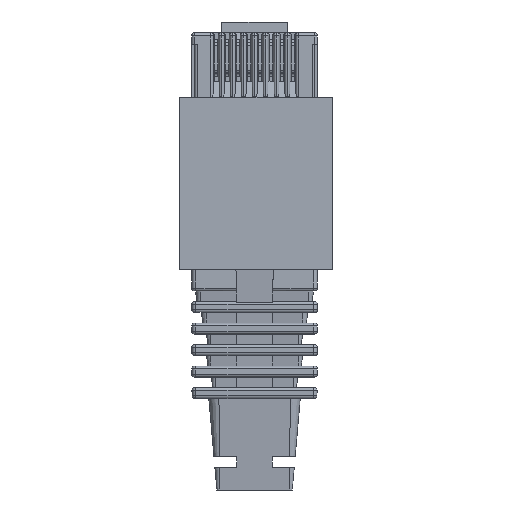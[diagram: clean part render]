
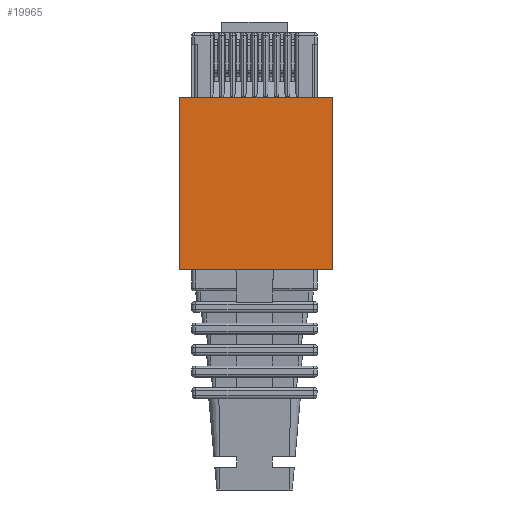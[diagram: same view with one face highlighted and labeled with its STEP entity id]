
A CAD part, front view. The second image highlights one B-rep face of the part: STEP entity #19965.
In plain terms, the highlighted planar face has unit normal (0, -1, 0).
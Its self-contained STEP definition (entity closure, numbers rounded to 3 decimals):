
#902 = VERTEX_POINT ( 'NONE', #28580 ) ;
#1064 = EDGE_CURVE ( 'NONE', #902, #17424, #15241, .T. ) ;
#1907 = CARTESIAN_POINT ( 'NONE',  ( 6.98, -10.59, 21.15 ) ) ;
#2156 = CARTESIAN_POINT ( 'NONE',  ( -7.216, -10.59, 0.4 ) ) ;
#3321 = EDGE_CURVE ( 'NONE', #902, #23962, #26460, .T. ) ;
#3577 = DIRECTION ( 'NONE',  ( -1., 0., 0. ) ) ;
#4786 = CARTESIAN_POINT ( 'NONE',  ( 0., -10.59, 0.4 ) ) ;
#6067 = CARTESIAN_POINT ( 'NONE',  ( 0., -10.59, -15.6 ) ) ;
#6250 = AXIS2_PLACEMENT_3D ( 'NONE', #24076, #28550, #17218 ) ;
#7050 = CARTESIAN_POINT ( 'NONE',  ( -7.216, -10.59, -15.6 ) ) ;
#7102 = ORIENTED_EDGE ( 'NONE', *, *, #1064, .T. ) ;
#7109 = VERTEX_POINT ( 'NONE', #7050 ) ;
#7269 = DIRECTION ( 'NONE',  ( 0., 0., -1. ) ) ;
#7656 = CARTESIAN_POINT ( 'NONE',  ( -7.216, -10.59, 21.15 ) ) ;
#12130 = ORIENTED_EDGE ( 'NONE', *, *, #12968, .T. ) ;
#12968 = EDGE_CURVE ( 'NONE', #17424, #7109, #16505, .T. ) ;
#13057 = VECTOR ( 'NONE', #3577, 1000. ) ;
#13287 = VECTOR ( 'NONE', #7269, 1000. ) ;
#15241 = LINE ( 'NONE', #4786, #13057 ) ;
#15327 = ORIENTED_EDGE ( 'NONE', *, *, #21722, .T. ) ;
#16505 = LINE ( 'NONE', #7656, #25673 ) ;
#16719 = EDGE_LOOP ( 'NONE', ( #25440, #7102, #12130, #15327 ) ) ;
#17218 = DIRECTION ( 'NONE',  ( -1., 0., 0. ) ) ;
#17424 = VERTEX_POINT ( 'NONE', #2156 ) ;
#19253 = PLANE ( 'NONE',  #6250 ) ;
#19965 = ADVANCED_FACE ( 'NONE', ( #20504 ), #19253, .F. ) ;
#20361 = VECTOR ( 'NONE', #26936, 1000. ) ;
#20504 = FACE_OUTER_BOUND ( 'NONE', #16719, .T. ) ;
#21076 = LINE ( 'NONE', #6067, #20361 ) ;
#21722 = EDGE_CURVE ( 'NONE', #7109, #23962, #21076, .T. ) ;
#23962 = VERTEX_POINT ( 'NONE', #28958 ) ;
#24076 = CARTESIAN_POINT ( 'NONE',  ( 0., -10.59, 21.15 ) ) ;
#25440 = ORIENTED_EDGE ( 'NONE', *, *, #3321, .F. ) ;
#25673 = VECTOR ( 'NONE', #28467, 1000. ) ;
#26460 = LINE ( 'NONE', #1907, #13287 ) ;
#26936 = DIRECTION ( 'NONE',  ( 1., 0., 0. ) ) ;
#28467 = DIRECTION ( 'NONE',  ( 0., 0., -1. ) ) ;
#28550 = DIRECTION ( 'NONE',  ( 0., 1., 0. ) ) ;
#28580 = CARTESIAN_POINT ( 'NONE',  ( 6.98, -10.59, 0.4 ) ) ;
#28958 = CARTESIAN_POINT ( 'NONE',  ( 6.98, -10.59, -15.6 ) ) ;
